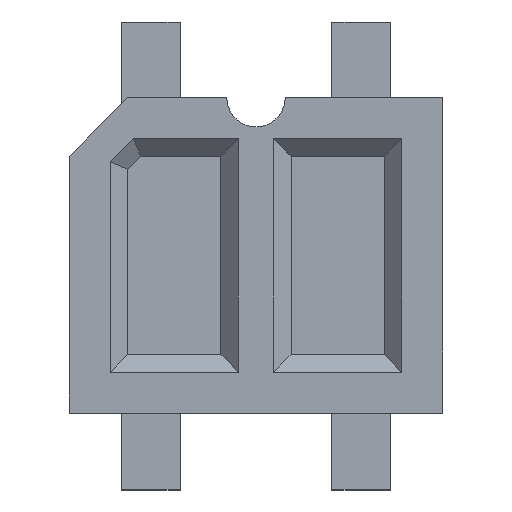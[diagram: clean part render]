
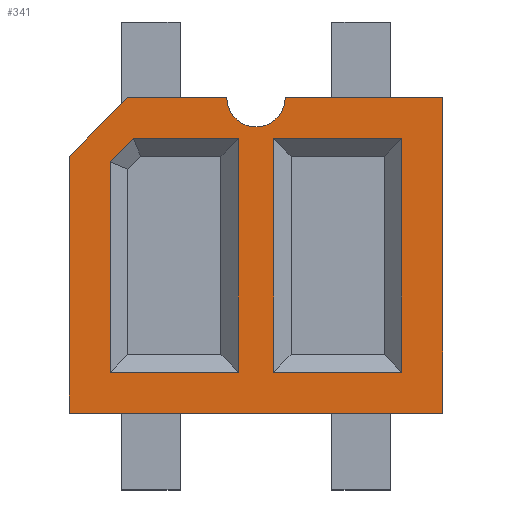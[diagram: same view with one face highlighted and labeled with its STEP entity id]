
A CAD part, top view. The second image highlights one B-rep face of the part: STEP entity #341.
In plain terms, the highlighted planar face has unit normal (0, 0, 1).
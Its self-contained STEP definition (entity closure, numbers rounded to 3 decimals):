
#12=DIRECTION('',(0.,0.,1.));
#26=VECTOR('',#27,1.);
#27=DIRECTION('',(1.,0.,0.));
#33=VECTOR('',#34,1.);
#34=DIRECTION('',(0.,1.,0.));
#40=VECTOR('',#41,1.);
#41=DIRECTION('',(-1.,0.,0.));
#45=VECTOR('',#46,1.);
#46=DIRECTION('',(0.,-1.,0.));
#212=VERTEX_POINT('',#213);
#213=CARTESIAN_POINT('',(2.5,-3.35,2.));
#216=EDGE_CURVE('',#212,#217,#219,.T.);
#217=VERTEX_POINT('',#218);
#218=CARTESIAN_POINT('',(-0.7,-3.35,2.));
#219=LINE('',#213,#40);
#298=VERTEX_POINT('',#299);
#299=CARTESIAN_POINT('',(2.5,-0.65,2.));
#302=EDGE_CURVE('',#298,#212,#303,.T.);
#303=LINE('',#299,#45);
#334=VECTOR('',#335,1.);
#335=DIRECTION('',(0.707,0.707,0.));
#341=ADVANCED_FACE('',(#342,#370,#392),#419,.T.);
#342=FACE_BOUND('',#343,.T.);
#343=EDGE_LOOP('',(#344,#350,#357,#360,#365,#368,#369));
#344=ORIENTED_EDGE('',*,*,#345,.F.);
#345=EDGE_CURVE('',#346,#298,#348,.T.);
#346=VERTEX_POINT('',#347);
#347=CARTESIAN_POINT('',(1.15,-0.65,2.));
#348=LINE('',#349,#26);
#349=CARTESIAN_POINT('',(-0.2,-0.65,2.));
#350=ORIENTED_EDGE('',*,*,#351,.F.);
#351=EDGE_CURVE('',#352,#346,#354,.T.);
#352=VERTEX_POINT('',#353);
#353=CARTESIAN_POINT('',(0.65,-0.65,2.));
#354=CIRCLE('',#355,0.25);
#355=AXIS2_PLACEMENT_3D('',#356,#12,#27);
#356=CARTESIAN_POINT('',(0.9,-0.65,2.));
#357=ORIENTED_EDGE('',*,*,#358,.F.);
#358=EDGE_CURVE('',#359,#352,#348,.T.);
#359=VERTEX_POINT('',#349);
#360=ORIENTED_EDGE('',*,*,#361,.F.);
#361=EDGE_CURVE('',#362,#359,#364,.T.);
#362=VERTEX_POINT('',#363);
#363=CARTESIAN_POINT('',(-0.7,-1.15,2.));
#364=LINE('',#363,#334);
#365=ORIENTED_EDGE('',*,*,#366,.F.);
#366=EDGE_CURVE('',#217,#362,#367,.T.);
#367=LINE('',#218,#33);
#368=ORIENTED_EDGE('',*,*,#216,.F.);
#369=ORIENTED_EDGE('',*,*,#302,.F.);
#370=FACE_BOUND('',#371,.T.);
#371=EDGE_LOOP('',(#372,#379,#384,#389));
#372=ORIENTED_EDGE('',*,*,#373,.T.);
#373=EDGE_CURVE('',#374,#376,#378,.T.);
#374=VERTEX_POINT('',#375);
#375=CARTESIAN_POINT('',(1.05,-3.,2.));
#376=VERTEX_POINT('',#377);
#377=CARTESIAN_POINT('',(1.05,-1.,2.));
#378=LINE('',#375,#33);
#379=ORIENTED_EDGE('',*,*,#380,.T.);
#380=EDGE_CURVE('',#376,#381,#383,.T.);
#381=VERTEX_POINT('',#382);
#382=CARTESIAN_POINT('',(2.15,-1.,2.));
#383=LINE('',#377,#26);
#384=ORIENTED_EDGE('',*,*,#385,.T.);
#385=EDGE_CURVE('',#381,#386,#388,.T.);
#386=VERTEX_POINT('',#387);
#387=CARTESIAN_POINT('',(2.15,-3.,2.));
#388=LINE('',#382,#45);
#389=ORIENTED_EDGE('',*,*,#390,.T.);
#390=EDGE_CURVE('',#386,#374,#391,.T.);
#391=LINE('',#387,#40);
#392=FACE_BOUND('',#393,.T.);
#393=EDGE_LOOP('',(#394,#401,#406,#411,#416));
#394=ORIENTED_EDGE('',*,*,#395,.F.);
#395=EDGE_CURVE('',#396,#398,#400,.T.);
#396=VERTEX_POINT('',#397);
#397=CARTESIAN_POINT('',(-0.35,-3.,2.));
#398=VERTEX_POINT('',#399);
#399=CARTESIAN_POINT('',(0.75,-3.,2.));
#400=LINE('',#397,#26);
#401=ORIENTED_EDGE('',*,*,#402,.F.);
#402=EDGE_CURVE('',#403,#396,#405,.T.);
#403=VERTEX_POINT('',#404);
#404=CARTESIAN_POINT('',(-0.35,-1.2,2.));
#405=LINE('',#404,#45);
#406=ORIENTED_EDGE('',*,*,#407,.T.);
#407=EDGE_CURVE('',#403,#408,#410,.T.);
#408=VERTEX_POINT('',#409);
#409=CARTESIAN_POINT('',(-0.15,-1.,2.));
#410=LINE('',#404,#334);
#411=ORIENTED_EDGE('',*,*,#412,.F.);
#412=EDGE_CURVE('',#413,#408,#415,.T.);
#413=VERTEX_POINT('',#414);
#414=CARTESIAN_POINT('',(0.75,-1.,2.));
#415=LINE('',#414,#40);
#416=ORIENTED_EDGE('',*,*,#417,.F.);
#417=EDGE_CURVE('',#398,#413,#418,.T.);
#418=LINE('',#399,#33);
#419=PLANE('',#420);
#420=AXIS2_PLACEMENT_3D('',#349,#12,#27);
